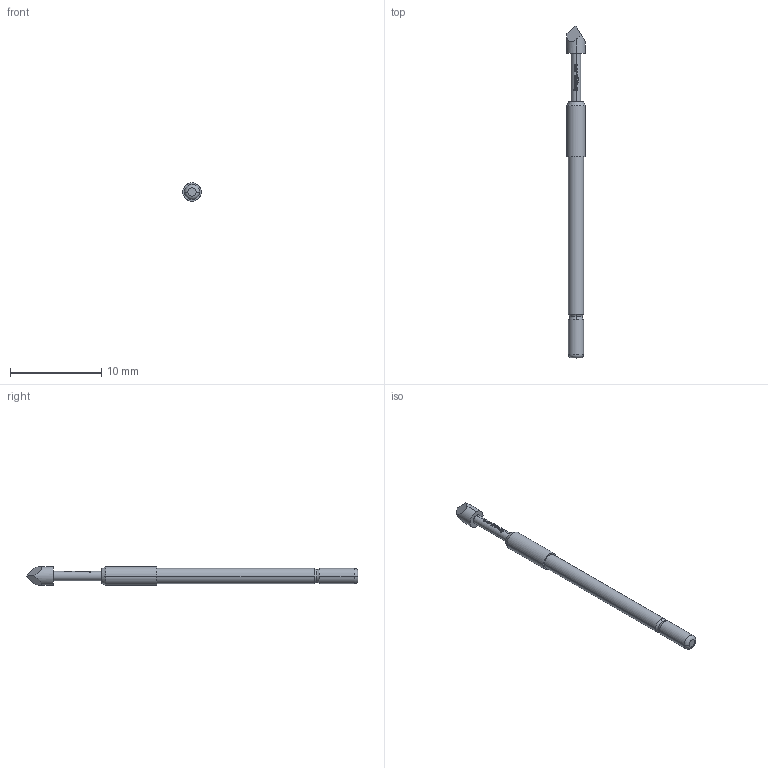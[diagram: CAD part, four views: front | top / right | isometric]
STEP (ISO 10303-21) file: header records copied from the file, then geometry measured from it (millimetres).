
FILE_DESCRIPTION (( 'STEP AP203' ), '1' );
FILE_NAME ('INGUN_GKS-112_207_200_A_xx06.STEP', '2022-01-11T08:39:11', ( 'ochi' ), ( '' ), 'SwSTEP 2.0', 'SolidWorks 2018', '' );
FILE_SCHEMA (( 'CONFIG_CONTROL_DESIGN' ));
Length unit declared in the file: millimetre
Products named in the file (1): INGUN_GKS-112_207_200_A_xx06
Bounding box: 2 x 36.3 x 2 mm (x, y, z)
Volume: 75.9 mm3; surface area: 190.5 mm2
Topology: 1 solids, 1 shells, 106 faces, 294 edges, 194 vertices
Faces by surface type: plane 47, cylinder 29, bspline 22, torus 6, cone 2
Entity records: 3759 total; most frequent: CARTESIAN_POINT 1110, ORIENTED_EDGE 588, DIRECTION 483, EDGE_CURVE 294, AXIS2_PLACEMENT_3D 195, VERTEX_POINT 194, CIRCLE 110, EDGE_LOOP 110
